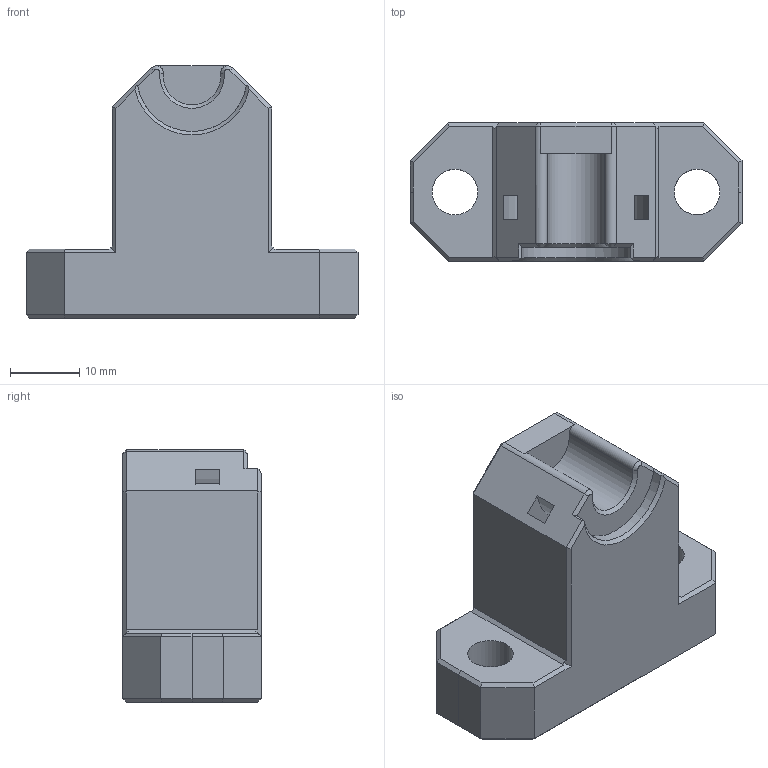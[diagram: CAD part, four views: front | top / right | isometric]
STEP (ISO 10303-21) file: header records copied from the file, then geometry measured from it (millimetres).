
FILE_DESCRIPTION(/* description */ ('CATIA V5 STEP Exchange'),/* implementation_level */ '2;1');
FILE_NAME(/* name */ 'Y-rod-support_B1.stp',/* time_stamp */ '2022-05-22T00:06:58+09:00',/* author */ ('k1020'),/* organization */ ('none'),/* preprocessor_version */ 'ST-DEVELOPER v17',/* originating_system */ 'Autodesk Inventor 2019',/* authorisation */ 'none');
FILE_SCHEMA (('AUTOMOTIVE_DESIGN { 1 0 10303 214 3 1 1 }'));
Length unit declared in the file: millimetre
Products named in the file (1): Y-rod-support
Bounding box: 48 x 20 x 36.5 mm (x, y, z)
Volume: 18741.8 mm3; surface area: 5635.3 mm2
Topology: 1 solids, 1 shells, 75 faces, 188 edges, 115 vertices
Faces by surface type: plane 59, cone 8, cylinder 8
Full cylindrical faces by diameter (mm): 6.6 x2
Entity records: 2232 total; most frequent: CARTESIAN_POINT 387, ORIENTED_EDGE 376, DIRECTION 367, EDGE_CURVE 188, LINE 153, VECTOR 153, VERTEX_POINT 115, AXIS2_PLACEMENT_3D 107
